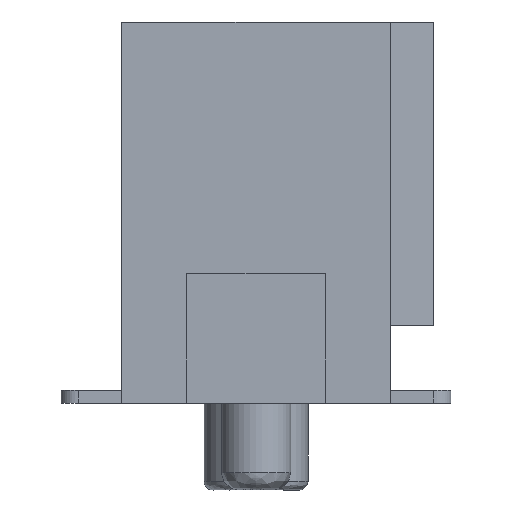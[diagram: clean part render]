
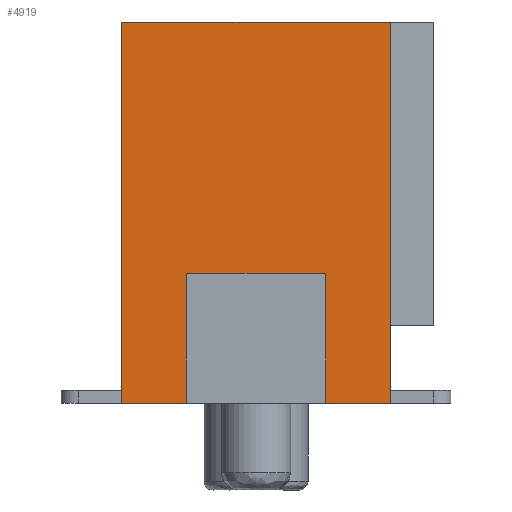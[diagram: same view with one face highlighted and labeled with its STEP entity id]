
A CAD part, left-side view. The second image highlights one B-rep face of the part: STEP entity #4919.
In plain terms, the highlighted planar face has unit normal (-1, 0, 0).
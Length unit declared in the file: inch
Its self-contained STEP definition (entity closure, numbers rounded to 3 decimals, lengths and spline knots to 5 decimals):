
#893 = VECTOR ( 'NONE', #1155, 39.37008 ) ;
#1155 = DIRECTION ( 'NONE',  ( 0., -1., 0. ) ) ;
#1703 = CARTESIAN_POINT ( 'NONE',  ( 1.81076, -0.48647, -0.17323 ) ) ;
#1725 = DIRECTION ( 'NONE',  ( 0., -1., 0. ) ) ;
#1726 = VECTOR ( 'NONE', #1725, 39.37008 ) ;
#1727 = CARTESIAN_POINT ( 'NONE',  ( 1.81076, -0.45694, -0.17323 ) ) ;
#1730 = LINE ( 'NONE', #1727, #1726 ) ;
#1731 = CARTESIAN_POINT ( 'NONE',  ( 1.81076, -0.54946, -0.17323 ) ) ;
#1829 = LINE ( 'NONE', #1838, #893 ) ;
#1838 = CARTESIAN_POINT ( 'NONE',  ( 1.81076, -0.45694, -0.17323 ) ) ;
#1881 = DIRECTION ( 'NONE',  ( 0., 0., 1. ) ) ;
#1882 = VECTOR ( 'NONE', #1881, 39.37008 ) ;
#1884 = CARTESIAN_POINT ( 'NONE',  ( 1.81076, -0.48647, -0.04724 ) ) ;
#1885 = LINE ( 'NONE', #1884, #1882 ) ;
#1892 = CARTESIAN_POINT ( 'NONE',  ( 1.81076, -0.48647, -0.11417 ) ) ;
#1926 = DIRECTION ( 'NONE',  ( 0., 0., -1. ) ) ;
#1927 = VECTOR ( 'NONE', #1926, 39.37008 ) ;
#1928 = CARTESIAN_POINT ( 'NONE',  ( 1.81076, -0.54946, -0.04724 ) ) ;
#1934 = LINE ( 'NONE', #1928, #1927 ) ;
#1958 = DIRECTION ( 'NONE',  ( 0., 1., 0. ) ) ;
#1959 = VECTOR ( 'NONE', #1958, 39.37008 ) ;
#1960 = CARTESIAN_POINT ( 'NONE',  ( 1.81076, -0.45694, 0. ) ) ;
#1961 = LINE ( 'NONE', #1960, #1959 ) ;
#1998 = LINE ( 'NONE', #2026, #2025 ) ;
#2024 = DIRECTION ( 'NONE',  ( 0., -1., 0. ) ) ;
#2025 = VECTOR ( 'NONE', #2024, 39.37008 ) ;
#2026 = CARTESIAN_POINT ( 'NONE',  ( 1.81076, -0.45694, -0.11417 ) ) ;
#2078 = CARTESIAN_POINT ( 'NONE',  ( 1.81076, -0.54946, -0.11417 ) ) ;
#2260 = DIRECTION ( 'NONE',  ( 0., -1., 0. ) ) ;
#2261 = DIRECTION ( 'NONE',  ( -1., 0., 0. ) ) ;
#2262 = CARTESIAN_POINT ( 'NONE',  ( 1.81076, -0.45694, -0.04724 ) ) ;
#2265 = PLANE ( 'NONE',  #2284 ) ;
#2266 = FACE_OUTER_BOUND ( 'NONE', #5007, .T. ) ;
#2284 = AXIS2_PLACEMENT_3D ( 'NONE', #2262, #2261, #2260 ) ;
#3259 = CARTESIAN_POINT ( 'NONE',  ( 1.81076, -0.45694, 0. ) ) ;
#3269 = DIRECTION ( 'NONE',  ( 0., 0., -1. ) ) ;
#3270 = VECTOR ( 'NONE', #3269, 39.37008 ) ;
#3271 = CARTESIAN_POINT ( 'NONE',  ( 1.81076, -0.45694, -0.04724 ) ) ;
#3272 = LINE ( 'NONE', #3271, #3270 ) ;
#3282 = CARTESIAN_POINT ( 'NONE',  ( 1.81076, -0.45694, -0.17323 ) ) ;
#4609 = VERTEX_POINT ( 'NONE', #1703 ) ;
#4620 = EDGE_CURVE ( 'NONE', #4627, #20848, #1730, .T. ) ;
#4627 = VERTEX_POINT ( 'NONE', #1731 ) ;
#4693 = EDGE_CURVE ( 'NONE', #5479, #4609, #1829, .T. ) ;
#4702 = VERTEX_POINT ( 'NONE', #1892 ) ;
#4707 = EDGE_CURVE ( 'NONE', #4609, #4702, #1885, .T. ) ;
#4744 = EDGE_CURVE ( 'NONE', #4800, #4627, #1934, .T. ) ;
#4754 = EDGE_CURVE ( 'NONE', #20933, #5464, #1961, .T. ) ;
#4780 = EDGE_CURVE ( 'NONE', #4702, #4800, #1998, .T. ) ;
#4800 = VERTEX_POINT ( 'NONE', #2078 ) ;
#4919 = ADVANCED_FACE ( 'NONE', ( #2266 ), #2265, .T. ) ;
#4922 = ORIENTED_EDGE ( 'NONE', *, *, #4744, .T. ) ;
#4926 = ORIENTED_EDGE ( 'NONE', *, *, #4707, .T. ) ;
#4930 = ORIENTED_EDGE ( 'NONE', *, *, #5455, .T. ) ;
#4931 = ORIENTED_EDGE ( 'NONE', *, *, #4693, .T. ) ;
#4935 = ORIENTED_EDGE ( 'NONE', *, *, #4754, .T. ) ;
#4947 = ORIENTED_EDGE ( 'NONE', *, *, #4780, .T. ) ;
#4955 = ORIENTED_EDGE ( 'NONE', *, *, #20973, .F. ) ;
#4957 = ORIENTED_EDGE ( 'NONE', *, *, #4620, .T. ) ;
#5007 = EDGE_LOOP ( 'NONE', ( #4926, #4947, #4922, #4957, #4955, #4935, #4930, #4931 ) ) ;
#5455 = EDGE_CURVE ( 'NONE', #5464, #5479, #3272, .T. ) ;
#5464 = VERTEX_POINT ( 'NONE', #3259 ) ;
#5479 = VERTEX_POINT ( 'NONE', #3282 ) ;
#8118 = CARTESIAN_POINT ( 'NONE',  ( 1.81076, -0.57899, 0. ) ) ;
#8279 = CARTESIAN_POINT ( 'NONE',  ( 1.81076, -0.57899, -0.17323 ) ) ;
#8461 = DIRECTION ( 'NONE',  ( 0., 0., -1. ) ) ;
#8462 = VECTOR ( 'NONE', #8461, 39.37008 ) ;
#8463 = CARTESIAN_POINT ( 'NONE',  ( 1.81076, -0.57899, -0.04724 ) ) ;
#8464 = LINE ( 'NONE', #8463, #8462 ) ;
#20848 = VERTEX_POINT ( 'NONE', #8279 ) ;
#20933 = VERTEX_POINT ( 'NONE', #8118 ) ;
#20973 = EDGE_CURVE ( 'NONE', #20933, #20848, #8464, .T. ) ;
